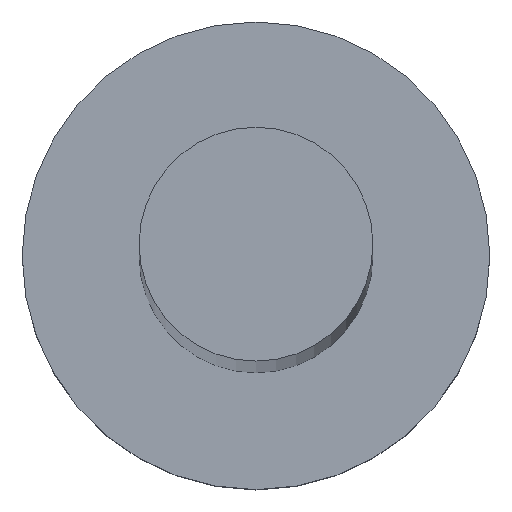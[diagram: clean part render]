
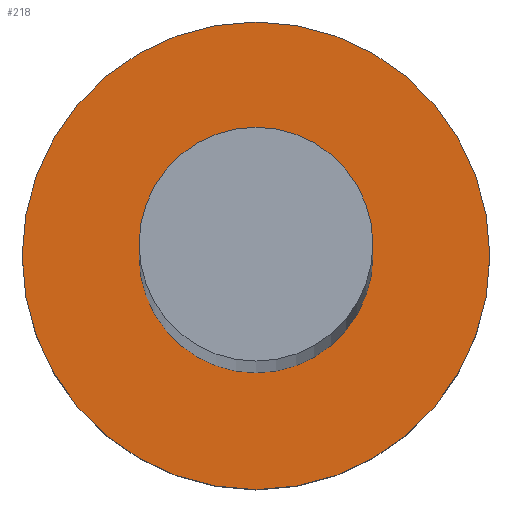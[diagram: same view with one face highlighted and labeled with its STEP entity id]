
A CAD part, top view. The second image highlights one B-rep face of the part: STEP entity #218.
In plain terms, the highlighted planar face has unit normal (0, 0, 1).
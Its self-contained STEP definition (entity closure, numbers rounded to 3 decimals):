
#4 = VERTEX_POINT ( 'NONE', #120 ) ;
#14 = AXIS2_PLACEMENT_3D ( 'NONE', #244, #46, #169 ) ;
#16 = AXIS2_PLACEMENT_3D ( 'NONE', #204, #211, #92 ) ;
#41 = CARTESIAN_POINT ( 'NONE',  ( 0., 0., 3. ) ) ;
#46 = DIRECTION ( 'NONE',  ( 0., 0., 1. ) ) ;
#51 = CIRCLE ( 'NONE', #99, 1.75 ) ;
#57 = AXIS2_PLACEMENT_3D ( 'NONE', #241, #71, #228 ) ;
#67 = DIRECTION ( 'NONE',  ( 0., 0., 1. ) ) ;
#71 = DIRECTION ( 'NONE',  ( 0., 0., 1. ) ) ;
#77 = CIRCLE ( 'NONE', #220, 3.5 ) ;
#82 = EDGE_CURVE ( 'NONE', #4, #243, #77, .T. ) ;
#92 = DIRECTION ( 'NONE',  ( 1., 0., 0. ) ) ;
#99 = AXIS2_PLACEMENT_3D ( 'NONE', #166, #67, #128 ) ;
#100 = ORIENTED_EDGE ( 'NONE', *, *, #249, .T. ) ;
#104 = FACE_OUTER_BOUND ( 'NONE', #199, .T. ) ;
#119 = ORIENTED_EDGE ( 'NONE', *, *, #184, .F. ) ;
#120 = CARTESIAN_POINT ( 'NONE',  ( -3.5, 0., 3. ) ) ;
#128 = DIRECTION ( 'NONE',  ( 1., 0., 0. ) ) ;
#130 = DIRECTION ( 'NONE',  ( 1., 0., 0. ) ) ;
#141 = CIRCLE ( 'NONE', #16, 1.75 ) ;
#143 = CARTESIAN_POINT ( 'NONE',  ( 3.5, 0., 3. ) ) ;
#144 = CARTESIAN_POINT ( 'NONE',  ( -1.75, 0., 3. ) ) ;
#162 = CIRCLE ( 'NONE', #57, 3.5 ) ;
#164 = FACE_BOUND ( 'NONE', #208, .T. ) ;
#166 = CARTESIAN_POINT ( 'NONE',  ( 0., 0., 3. ) ) ;
#169 = DIRECTION ( 'NONE',  ( 1., 0., 0. ) ) ;
#171 = DIRECTION ( 'NONE',  ( 0., 0., 1. ) ) ;
#184 = EDGE_CURVE ( 'NONE', #252, #185, #141, .T. ) ;
#185 = VERTEX_POINT ( 'NONE', #224 ) ;
#199 = EDGE_LOOP ( 'NONE', ( #202, #100 ) ) ;
#202 = ORIENTED_EDGE ( 'NONE', *, *, #82, .T. ) ;
#204 = CARTESIAN_POINT ( 'NONE',  ( 0., 0., 3. ) ) ;
#208 = EDGE_LOOP ( 'NONE', ( #119, #215 ) ) ;
#211 = DIRECTION ( 'NONE',  ( 0., 0., 1. ) ) ;
#215 = ORIENTED_EDGE ( 'NONE', *, *, #223, .F. ) ;
#218 = ADVANCED_FACE ( 'NONE', ( #164, #104 ), #237, .T. ) ;
#220 = AXIS2_PLACEMENT_3D ( 'NONE', #41, #171, #130 ) ;
#223 = EDGE_CURVE ( 'NONE', #185, #252, #51, .T. ) ;
#224 = CARTESIAN_POINT ( 'NONE',  ( 1.75, 0., 3. ) ) ;
#228 = DIRECTION ( 'NONE',  ( 1., 0., 0. ) ) ;
#237 = PLANE ( 'NONE',  #14 ) ;
#241 = CARTESIAN_POINT ( 'NONE',  ( 0., 0., 3. ) ) ;
#243 = VERTEX_POINT ( 'NONE', #143 ) ;
#244 = CARTESIAN_POINT ( 'NONE',  ( 0., 0., 3. ) ) ;
#249 = EDGE_CURVE ( 'NONE', #243, #4, #162, .T. ) ;
#252 = VERTEX_POINT ( 'NONE', #144 ) ;
